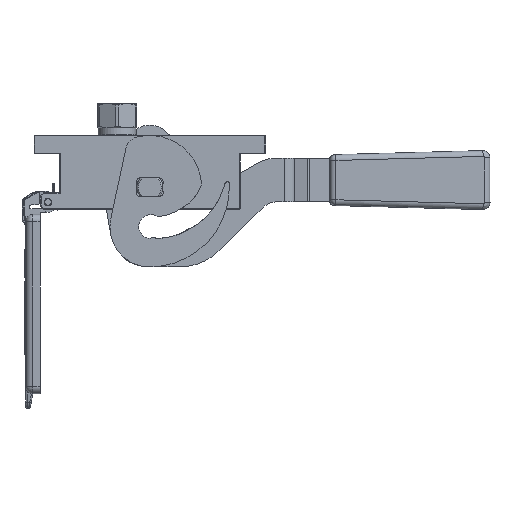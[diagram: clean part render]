
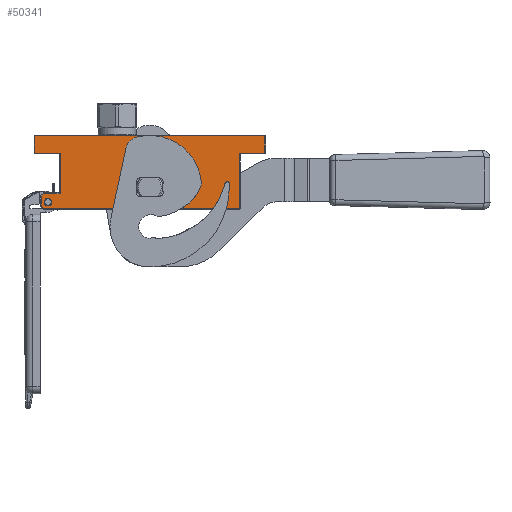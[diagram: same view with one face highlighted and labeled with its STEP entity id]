
A CAD part, front view. The second image highlights one B-rep face of the part: STEP entity #50341.
In plain terms, the highlighted planar face has unit normal (0, -1, 0).
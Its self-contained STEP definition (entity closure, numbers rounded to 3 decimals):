
#531 = VECTOR ( 'NONE', #51019, 1000. ) ;
#2262 = EDGE_CURVE ( 'NONE', #58950, #69346, #94430, .T. ) ;
#2788 = CARTESIAN_POINT ( 'NONE',  ( 62., 0., -50.8 ) ) ;
#4648 = DIRECTION ( 'NONE',  ( 0.707, 0., 0.707 ) ) ;
#5451 = CARTESIAN_POINT ( 'NONE',  ( 62., 0., -50.8 ) ) ;
#5706 = ORIENTED_EDGE ( 'NONE', *, *, #79144, .T. ) ;
#6459 = EDGE_CURVE ( 'NONE', #52215, #85689, #53607, .T. ) ;
#6482 = VERTEX_POINT ( 'NONE', #30693 ) ;
#6757 = DIRECTION ( 'NONE',  ( 1., 0., 0. ) ) ;
#8296 = ORIENTED_EDGE ( 'NONE', *, *, #10368, .F. ) ;
#8924 = EDGE_CURVE ( 'NONE', #72250, #44809, #17235, .T. ) ;
#10368 = EDGE_CURVE ( 'NONE', #6482, #57223, #36902, .T. ) ;
#11119 = VERTEX_POINT ( 'NONE', #87918 ) ;
#12055 = LINE ( 'NONE', #64489, #38763 ) ;
#12612 = CARTESIAN_POINT ( 'NONE',  ( 0., 0., -36.1 ) ) ;
#13477 = CARTESIAN_POINT ( 'NONE',  ( -73.293, 0., -50.8 ) ) ;
#14877 = DIRECTION ( 'NONE',  ( 1., 0., 0. ) ) ;
#14913 = ORIENTED_EDGE ( 'NONE', *, *, #14975, .T. ) ;
#14975 = EDGE_CURVE ( 'NONE', #74265, #58950, #22342, .T. ) ;
#15310 = LINE ( 'NONE', #24946, #82485 ) ;
#15396 = VECTOR ( 'NONE', #67860, 1000. ) ;
#15666 = DIRECTION ( 'NONE',  ( 1., 0., 0. ) ) ;
#15758 = ORIENTED_EDGE ( 'NONE', *, *, #82245, .T. ) ;
#16705 = AXIS2_PLACEMENT_3D ( 'NONE', #40763, #26218, #33649 ) ;
#17235 = CIRCLE ( 'NONE', #16705, 2.55 ) ;
#18694 = CARTESIAN_POINT ( 'NONE',  ( -75., 0., -42.207 ) ) ;
#19336 = LINE ( 'NONE', #44280, #81725 ) ;
#19740 = AXIS2_PLACEMENT_3D ( 'NONE', #44701, #67244, #14877 ) ;
#20094 = CARTESIAN_POINT ( 'NONE',  ( 0., 0., -47.4 ) ) ;
#20208 = CARTESIAN_POINT ( 'NONE',  ( -75., 0., -42.207 ) ) ;
#22046 = CARTESIAN_POINT ( 'NONE',  ( -79.5, 0., -12.5 ) ) ;
#22191 = VECTOR ( 'NONE', #4648, 1000. ) ;
#22342 = LINE ( 'NONE', #2788, #47863 ) ;
#22539 = CARTESIAN_POINT ( 'NONE',  ( 79.5, 0., -0.5 ) ) ;
#24093 = VECTOR ( 'NONE', #49289, 1000. ) ;
#24544 = ORIENTED_EDGE ( 'NONE', *, *, #2262, .T. ) ;
#24946 = CARTESIAN_POINT ( 'NONE',  ( -75., 0., -42.207 ) ) ;
#26218 = DIRECTION ( 'NONE',  ( 0., -1., 0. ) ) ;
#27247 = VERTEX_POINT ( 'NONE', #22539 ) ;
#28150 = CARTESIAN_POINT ( 'NONE',  ( 0., 0., -36.1 ) ) ;
#28227 = VECTOR ( 'NONE', #44599, 1000. ) ;
#30693 = CARTESIAN_POINT ( 'NONE',  ( -73.293, 0., -50.8 ) ) ;
#33155 = ORIENTED_EDGE ( 'NONE', *, *, #90747, .T. ) ;
#33649 = DIRECTION ( 'NONE',  ( -1., 0., 0. ) ) ;
#34101 = AXIS2_PLACEMENT_3D ( 'NONE', #28150, #79797, #87213 ) ;
#35000 = DIRECTION ( 'NONE',  ( 0., 1., 0. ) ) ;
#36902 = LINE ( 'NONE', #53476, #73812 ) ;
#37110 = LINE ( 'NONE', #22046, #48693 ) ;
#37339 = CARTESIAN_POINT ( 'NONE',  ( -62., 0., -12.5 ) ) ;
#37439 = EDGE_CURVE ( 'NONE', #69346, #27247, #12055, .T. ) ;
#38209 = EDGE_CURVE ( 'NONE', #85689, #48622, #54748, .T. ) ;
#38246 = ORIENTED_EDGE ( 'NONE', *, *, #8924, .F. ) ;
#38543 = ORIENTED_EDGE ( 'NONE', *, *, #51768, .T. ) ;
#38763 = VECTOR ( 'NONE', #94510, 1000. ) ;
#40126 = DIRECTION ( 'NONE',  ( 0., 0., -1. ) ) ;
#40271 = DIRECTION ( 'NONE',  ( 1., 0., 0. ) ) ;
#40763 = CARTESIAN_POINT ( 'NONE',  ( -70.3, 0., -46.3 ) ) ;
#41825 = CARTESIAN_POINT ( 'NONE',  ( -67.75, 0., -46.3 ) ) ;
#42364 = LINE ( 'NONE', #13477, #531 ) ;
#44280 = CARTESIAN_POINT ( 'NONE',  ( 79.5, 0., -0.5 ) ) ;
#44599 = DIRECTION ( 'NONE',  ( 0., 0., -1. ) ) ;
#44701 = CARTESIAN_POINT ( 'NONE',  ( -70.3, 0., -46.3 ) ) ;
#44809 = VERTEX_POINT ( 'NONE', #41825 ) ;
#45696 = ORIENTED_EDGE ( 'NONE', *, *, #89034, .T. ) ;
#46717 = CIRCLE ( 'NONE', #49382, 11.3 ) ;
#47863 = VECTOR ( 'NONE', #90721, 1000. ) ;
#48225 = ORIENTED_EDGE ( 'NONE', *, *, #6459, .T. ) ;
#48622 = VERTEX_POINT ( 'NONE', #73197 ) ;
#48693 = VECTOR ( 'NONE', #6757, 1000. ) ;
#49289 = DIRECTION ( 'NONE',  ( 0., 0., -1. ) ) ;
#49382 = AXIS2_PLACEMENT_3D ( 'NONE', #12612, #35000, #71772 ) ;
#49593 = EDGE_LOOP ( 'NONE', ( #33155, #48225, #80077, #72696, #45696, #8296, #95981, #14913, #24544, #85820, #38543, #57315 ) ) ;
#49792 = VERTEX_POINT ( 'NONE', #18694 ) ;
#50341 = ADVANCED_FACE ( 'NONE', ( #69084, #77165, #64469 ), #66460, .F. ) ;
#50882 = EDGE_CURVE ( 'NONE', #60174, #56340, #94603, .T. ) ;
#51019 = DIRECTION ( 'NONE',  ( 1., 0., 0. ) ) ;
#51768 = EDGE_CURVE ( 'NONE', #27247, #60174, #19336, .T. ) ;
#52215 = VERTEX_POINT ( 'NONE', #37339 ) ;
#53476 = CARTESIAN_POINT ( 'NONE',  ( -73.293, 0., -50.8 ) ) ;
#53607 = LINE ( 'NONE', #80738, #28227 ) ;
#54017 = VECTOR ( 'NONE', #40271, 1000. ) ;
#54748 = LINE ( 'NONE', #68809, #15396 ) ;
#55840 = LINE ( 'NONE', #20208, #22191 ) ;
#56340 = VERTEX_POINT ( 'NONE', #62252 ) ;
#57223 = VERTEX_POINT ( 'NONE', #66788 ) ;
#57315 = ORIENTED_EDGE ( 'NONE', *, *, #50882, .T. ) ;
#58950 = VERTEX_POINT ( 'NONE', #63402 ) ;
#60174 = VERTEX_POINT ( 'NONE', #63532 ) ;
#61053 = VERTEX_POINT ( 'NONE', #20094 ) ;
#62252 = CARTESIAN_POINT ( 'NONE',  ( -79.5, 0., -12.5 ) ) ;
#63352 = EDGE_CURVE ( 'NONE', #49792, #48622, #55840, .T. ) ;
#63402 = CARTESIAN_POINT ( 'NONE',  ( 62., 0., -12.5 ) ) ;
#63532 = CARTESIAN_POINT ( 'NONE',  ( -79.5, 0., -0.5 ) ) ;
#64469 = FACE_BOUND ( 'NONE', #71318, .T. ) ;
#64489 = CARTESIAN_POINT ( 'NONE',  ( 79.5, 0., -12.5 ) ) ;
#66460 = PLANE ( 'NONE',  #73946 ) ;
#66788 = CARTESIAN_POINT ( 'NONE',  ( -75., 0., -49.093 ) ) ;
#67244 = DIRECTION ( 'NONE',  ( 0., -1., 0. ) ) ;
#67860 = DIRECTION ( 'NONE',  ( -1., 0., 0. ) ) ;
#68809 = CARTESIAN_POINT ( 'NONE',  ( -62., 0., -40.5 ) ) ;
#69084 = FACE_OUTER_BOUND ( 'NONE', #49593, .T. ) ;
#69346 = VERTEX_POINT ( 'NONE', #85737 ) ;
#69535 = EDGE_CURVE ( 'NONE', #44809, #72250, #83068, .T. ) ;
#70443 = CARTESIAN_POINT ( 'NONE',  ( -62., 0., -40.5 ) ) ;
#71318 = EDGE_LOOP ( 'NONE', ( #38246, #95854 ) ) ;
#71772 = DIRECTION ( 'NONE',  ( 0., 0., -1. ) ) ;
#72250 = VERTEX_POINT ( 'NONE', #95908 ) ;
#72696 = ORIENTED_EDGE ( 'NONE', *, *, #63352, .F. ) ;
#73197 = CARTESIAN_POINT ( 'NONE',  ( -73.293, 0., -40.5 ) ) ;
#73812 = VECTOR ( 'NONE', #81889, 1000. ) ;
#73946 = AXIS2_PLACEMENT_3D ( 'NONE', #74815, #74504, #15666 ) ;
#74265 = VERTEX_POINT ( 'NONE', #5451 ) ;
#74504 = DIRECTION ( 'NONE',  ( 0., 1., 0. ) ) ;
#74815 = CARTESIAN_POINT ( 'NONE',  ( 0., 0., 0. ) ) ;
#76345 = CIRCLE ( 'NONE', #34101, 11.3 ) ;
#77052 = CARTESIAN_POINT ( 'NONE',  ( 62., 0., -12.5 ) ) ;
#77165 = FACE_BOUND ( 'NONE', #89396, .T. ) ;
#77197 = EDGE_CURVE ( 'NONE', #6482, #74265, #42364, .T. ) ;
#79144 = EDGE_CURVE ( 'NONE', #61053, #11119, #46717, .T. ) ;
#79797 = DIRECTION ( 'NONE',  ( 0., 1., 0. ) ) ;
#80077 = ORIENTED_EDGE ( 'NONE', *, *, #38209, .T. ) ;
#80738 = CARTESIAN_POINT ( 'NONE',  ( -62., 0., -12.5 ) ) ;
#81676 = DIRECTION ( 'NONE',  ( -1., 0., 0. ) ) ;
#81725 = VECTOR ( 'NONE', #81676, 1000. ) ;
#81889 = DIRECTION ( 'NONE',  ( -0.707, 0., 0.707 ) ) ;
#82245 = EDGE_CURVE ( 'NONE', #11119, #61053, #76345, .T. ) ;
#82485 = VECTOR ( 'NONE', #40126, 1000. ) ;
#83068 = CIRCLE ( 'NONE', #19740, 2.55 ) ;
#85689 = VERTEX_POINT ( 'NONE', #70443 ) ;
#85737 = CARTESIAN_POINT ( 'NONE',  ( 79.5, 0., -12.5 ) ) ;
#85820 = ORIENTED_EDGE ( 'NONE', *, *, #37439, .T. ) ;
#86712 = CARTESIAN_POINT ( 'NONE',  ( -79.5, 0., -0.5 ) ) ;
#87213 = DIRECTION ( 'NONE',  ( 0., 0., 1. ) ) ;
#87918 = CARTESIAN_POINT ( 'NONE',  ( 0., 0., -24.8 ) ) ;
#89034 = EDGE_CURVE ( 'NONE', #49792, #57223, #15310, .T. ) ;
#89396 = EDGE_LOOP ( 'NONE', ( #15758, #5706 ) ) ;
#90721 = DIRECTION ( 'NONE',  ( 0., 0., 1. ) ) ;
#90747 = EDGE_CURVE ( 'NONE', #56340, #52215, #37110, .T. ) ;
#94430 = LINE ( 'NONE', #77052, #54017 ) ;
#94510 = DIRECTION ( 'NONE',  ( 0., 0., 1. ) ) ;
#94603 = LINE ( 'NONE', #86712, #24093 ) ;
#95854 = ORIENTED_EDGE ( 'NONE', *, *, #69535, .F. ) ;
#95908 = CARTESIAN_POINT ( 'NONE',  ( -72.85, 0., -46.3 ) ) ;
#95981 = ORIENTED_EDGE ( 'NONE', *, *, #77197, .T. ) ;
